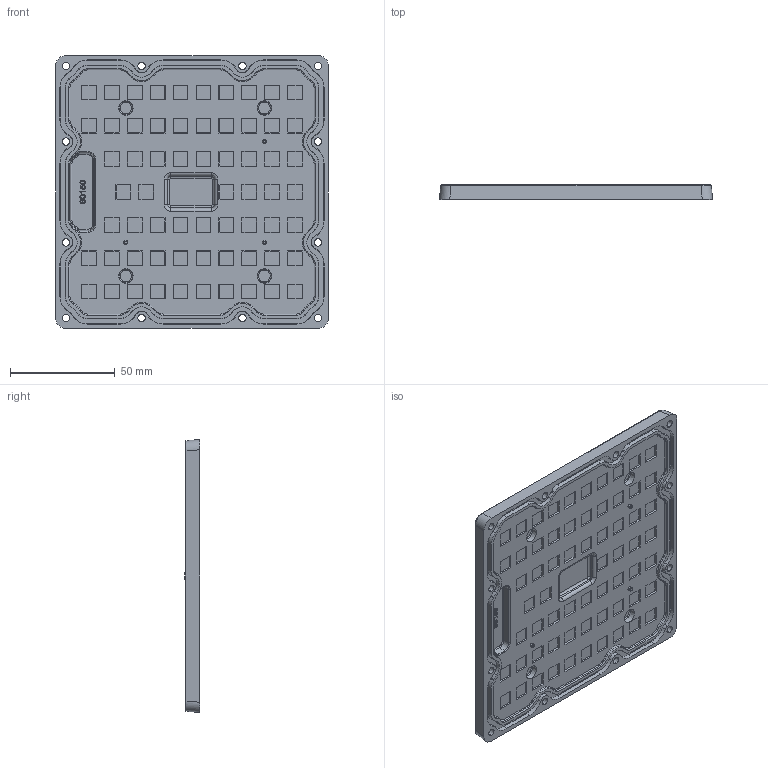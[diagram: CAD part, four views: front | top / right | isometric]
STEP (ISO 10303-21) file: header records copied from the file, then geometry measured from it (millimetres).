
FILE_DESCRIPTION(/* description */ (''),/* implementation_level */ '2;1');
FILE_NAME(/* name */ 'JY-BAA6480150P-130130.stp',/* time_stamp */ '2017-09-26T09:37:19+08:00',/* author */ (''),/* organization */ (''),/* preprocessor_version */ 'ST-DEVELOPER v16',/* originating_system */ 'SIEMENS PLM Software NX 10.0',/* authorisation */ '');
FILE_SCHEMA (('AP203_CONFIGURATION_CONTROLLED_3D_DESIGN_OF_MECHANICAL_PARTS_AND_ASSEMBLIES_MIM_LF { 1 0 10303 403 2 1 2}'));
Products named in the file (1): long32303E16nxhd
Bounding box: 130 x 7.14 x 130 mm (x, y, z)
Volume: 46820.4 mm3; surface area: 47721.6 mm2
Topology: 1 solids, 1 shells, 1260 faces, 2997 edges, 1894 vertices
Faces by surface type: plane 482, bspline 246, cone 215, torus 175, cylinder 120, extrusion 21, sphere 1
Entity records: 90517 total; most frequent: CARTESIAN_POINT 62583, ORIENTED_EDGE 5850, DIRECTION 5434, EDGE_CURVE 2925, AXIS2_PLACEMENT_3D 1964, VERTEX_POINT 1865, VECTOR 1506, LINE 1485
